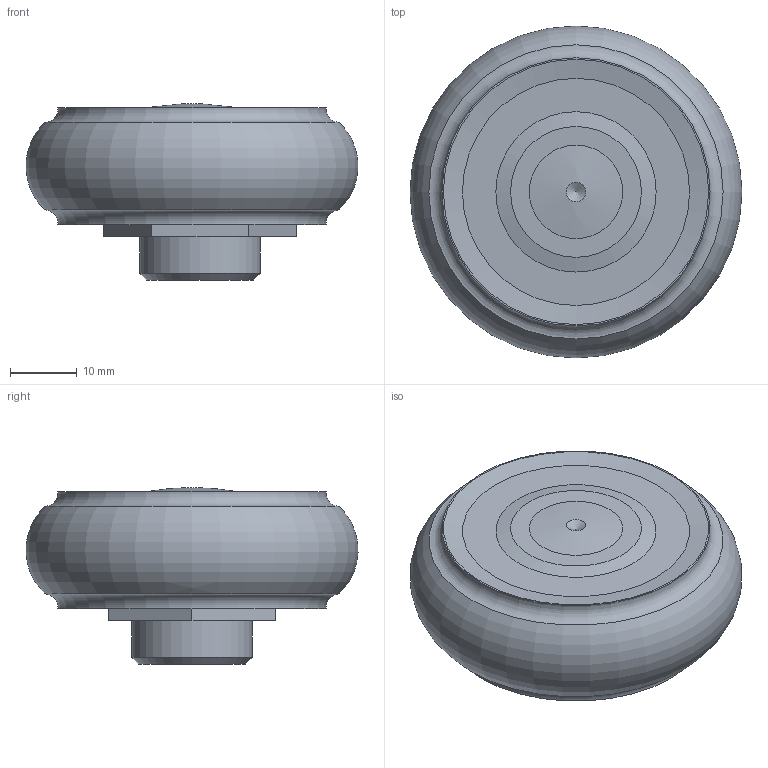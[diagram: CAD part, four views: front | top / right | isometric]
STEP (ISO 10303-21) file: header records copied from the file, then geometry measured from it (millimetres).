
FILE_DESCRIPTION (( 'STEP AP214' ), '1' );
FILE_NAME ('CRA63-Rollco.step', '2023-03-14T12:38:39', ( '' ), ( '' ), 'SwSTEP 2.0', 'SolidWorks 2010', '' );
FILE_SCHEMA (( 'AUTOMOTIVE_DESIGN' ));
Length unit declared in the file: millimetre
Products named in the file (1): CRA63-Rollco
Bounding box: 49.69 x 49.69 x 26.37 mm (x, y, z)
Volume: 30104.2 mm3; surface area: 6738.3 mm2
Topology: 1 solids, 1 shells, 26 faces, 51 edges, 33 vertices
Faces by surface type: plane 13, cone 7, torus 3, cylinder 2, sphere 1
Full cylindrical faces by diameter (mm): 9 x1, 18 x1
Entity records: 616 total; most frequent: DIRECTION 108, CARTESIAN_POINT 93, ORIENTED_EDGE 72, AXIS2_PLACEMENT_3D 45, EDGE_LOOP 44, EDGE_CURVE 36, FACE_OUTER_BOUND 32, VERTEX_POINT 30
